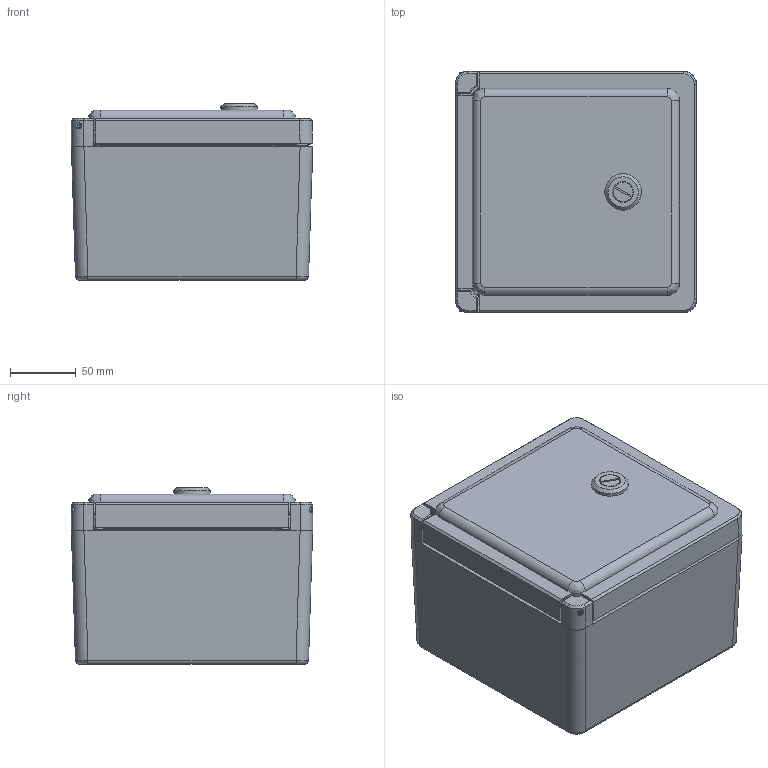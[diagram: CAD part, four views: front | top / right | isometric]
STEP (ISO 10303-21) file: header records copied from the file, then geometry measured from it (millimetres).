
FILE_DESCRIPTION(/* description */ (''),/* implementation_level */ '2;1');
FILE_NAME(/* name */ 'HW-70705CHQTD.stp',/* time_stamp */ '2014-04-09T08:11:13-05:00',/* author */ ('jtigges'),/* organization */ (''),/* preprocessor_version */ 'ST-DEVELOPER v15.2',/* originating_system */ 'Autodesk Inventor 2014',/* authorisation */ '');
FILE_SCHEMA (('AUTOMOTIVE_DESIGN { 1 0 10303 214 3 1 1 }'));
Products named in the file (21): WP707HLBOX; 0.3125-18 X 0.563 DP BRASS INSERT; 10-32 X0.3125 DP BRASS INSERT; 10-24 X 0.625 DP BRASS INSERT; KEEPER; ALIGNMENT PIN; RMRIV44; WP707HLCVR; HOUSING; NUT; HOUSING SUB PART; cam; hexbolt; QUARTER TURN LATCH; GASKET_707H; PUSH TACK; SS HINGE PIN; SS HINGE PIN WASHER; CL707HL_STP
Bounding box: 183.4 x 183.39 x 134.14 mm (x, y, z)
Volume: 830557.4 mm3; surface area: 364996.8 mm2
Topology: 28 solids, 28 shells, 1073 faces, 2578 edges, 1581 vertices
Faces by surface type: plane 436, cylinder 297, bspline 145, cone 116, torus 71, sphere 8
Full cylindrical faces by diameter (mm): 2.235 x2, 2.42 x2, 2.438 x2, 2.489 x2, 2.64 x2, 3.302 x2, 3.556 x4, 3.683 x2, 3.81 x1, 3.962 x4, 3.969 x2, 4.52 x4, 4.547 x2, 4.7 x11, 4.762 x3, 4.763 x1, 5.556 x2, 5.84 x2, 5.944 x2, 6.35 x7, 7.1 x2, 7.144 x12, 7.6 x1, 7.938 x4, 9.311 x1, 9.42 x2, 9.525 x2, 10.16 x1, 13.494 x8, 16 x1
Entity records: 43906 total; most frequent: CARTESIAN_POINT 20356, DIRECTION 4970, ORIENTED_EDGE 4666, EDGE_CURVE 2333, AXIS2_PLACEMENT_3D 1881, VERTEX_POINT 1465, LINE 1208, VECTOR 1208
